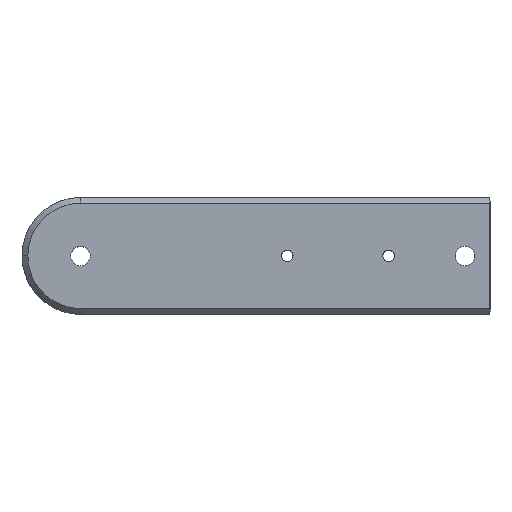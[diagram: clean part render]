
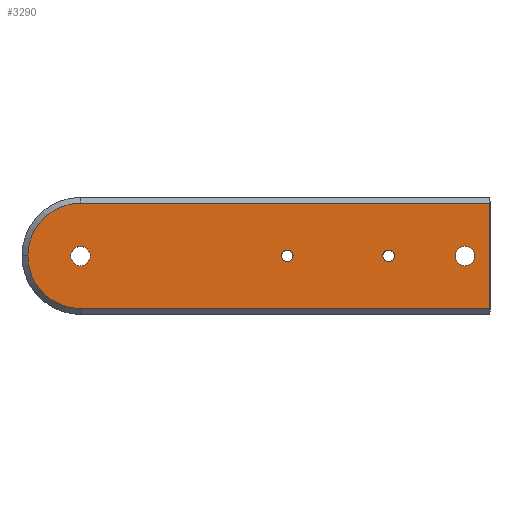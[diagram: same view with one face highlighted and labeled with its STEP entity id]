
A CAD part, top view. The second image highlights one B-rep face of the part: STEP entity #3290.
In plain terms, the highlighted planar face has unit normal (0, 0, 1).
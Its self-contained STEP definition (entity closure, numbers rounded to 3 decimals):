
#24 = FACE_BOUND ( 'NONE', #3018, .T. ) ;
#26 = EDGE_LOOP ( 'NONE', ( #1619, #1962 ) ) ;
#91 = CIRCLE ( 'NONE', #3197, 13.5 ) ;
#111 = LINE ( 'NONE', #737, #1765 ) ;
#115 = DIRECTION ( 'NONE',  ( 0., 0., 1. ) ) ;
#121 = EDGE_CURVE ( 'NONE', #496, #1803, #2538, .T. ) ;
#141 = VERTEX_POINT ( 'NONE', #1180 ) ;
#214 = AXIS2_PLACEMENT_3D ( 'NONE', #566, #3271, #1094 ) ;
#220 = AXIS2_PLACEMENT_3D ( 'NONE', #3095, #115, #953 ) ;
#238 = CARTESIAN_POINT ( 'NONE',  ( 80.5, 0., 41. ) ) ;
#257 = AXIS2_PLACEMENT_3D ( 'NONE', #2874, #1242, #733 ) ;
#285 = DIRECTION ( 'NONE',  ( 0., 0., 1. ) ) ;
#287 = FACE_BOUND ( 'NONE', #26, .T. ) ;
#310 = AXIS2_PLACEMENT_3D ( 'NONE', #2802, #2002, #2515 ) ;
#340 = ORIENTED_EDGE ( 'NONE', *, *, #2913, .T. ) ;
#407 = EDGE_CURVE ( 'NONE', #3414, #717, #3191, .T. ) ;
#459 = DIRECTION ( 'NONE',  ( 0., 0., 1. ) ) ;
#470 = CARTESIAN_POINT ( 'NONE',  ( 2.5, 0., 41. ) ) ;
#496 = VERTEX_POINT ( 'NONE', #2005 ) ;
#503 = AXIS2_PLACEMENT_3D ( 'NONE', #673, #3041, #1746 ) ;
#552 = CARTESIAN_POINT ( 'NONE',  ( 0., 13.5, 41. ) ) ;
#566 = CARTESIAN_POINT ( 'NONE',  ( 79., 0., 41. ) ) ;
#605 = VECTOR ( 'NONE', #1080, 1000. ) ;
#673 = CARTESIAN_POINT ( 'NONE',  ( 98.6, 0., 41. ) ) ;
#717 = VERTEX_POINT ( 'NONE', #3152 ) ;
#733 = DIRECTION ( 'NONE',  ( 1., 0., 0. ) ) ;
#737 = CARTESIAN_POINT ( 'NONE',  ( 0., 13.5, 41. ) ) ;
#746 = ORIENTED_EDGE ( 'NONE', *, *, #3316, .F. ) ;
#795 = CARTESIAN_POINT ( 'NONE',  ( -13.5, 0., 41. ) ) ;
#812 = CARTESIAN_POINT ( 'NONE',  ( 0., 0., 41. ) ) ;
#832 = DIRECTION ( 'NONE',  ( 0., 0., 1. ) ) ;
#843 = DIRECTION ( 'NONE',  ( 1., 0., 0. ) ) ;
#848 = EDGE_LOOP ( 'NONE', ( #877, #2981, #340, #1751, #2464 ) ) ;
#875 = VERTEX_POINT ( 'NONE', #795 ) ;
#877 = ORIENTED_EDGE ( 'NONE', *, *, #2211, .T. ) ;
#910 = DIRECTION ( 'NONE',  ( 0., 1., 0. ) ) ;
#943 = VERTEX_POINT ( 'NONE', #3428 ) ;
#953 = DIRECTION ( 'NONE',  ( 1., 0., 0. ) ) ;
#1005 = CARTESIAN_POINT ( 'NONE',  ( 0., 0., 41. ) ) ;
#1080 = DIRECTION ( 'NONE',  ( 1., 0., 0. ) ) ;
#1094 = DIRECTION ( 'NONE',  ( 1., 0., 0. ) ) ;
#1153 = EDGE_CURVE ( 'NONE', #1803, #3319, #111, .T. ) ;
#1180 = CARTESIAN_POINT ( 'NONE',  ( 101.1, 0., 41. ) ) ;
#1230 = CARTESIAN_POINT ( 'NONE',  ( 51.5, 0., 41. ) ) ;
#1242 = DIRECTION ( 'NONE',  ( 0., 0., 1. ) ) ;
#1397 = ORIENTED_EDGE ( 'NONE', *, *, #1687, .F. ) ;
#1433 = AXIS2_PLACEMENT_3D ( 'NONE', #2188, #3265, #843 ) ;
#1584 = EDGE_CURVE ( 'NONE', #3209, #1587, #1769, .T. ) ;
#1587 = VERTEX_POINT ( 'NONE', #3116 ) ;
#1613 = EDGE_LOOP ( 'NONE', ( #2284, #1397 ) ) ;
#1619 = ORIENTED_EDGE ( 'NONE', *, *, #2578, .F. ) ;
#1654 = DIRECTION ( 'NONE',  ( 1., 0., 0. ) ) ;
#1665 = CIRCLE ( 'NONE', #3307, 2.5 ) ;
#1670 = EDGE_LOOP ( 'NONE', ( #3058, #746 ) ) ;
#1687 = EDGE_CURVE ( 'NONE', #3224, #141, #2394, .T. ) ;
#1726 = CIRCLE ( 'NONE', #220, 2.5 ) ;
#1746 = DIRECTION ( 'NONE',  ( 1., 0., 0. ) ) ;
#1751 = ORIENTED_EDGE ( 'NONE', *, *, #121, .T. ) ;
#1765 = VECTOR ( 'NONE', #2553, 1000. ) ;
#1769 = CIRCLE ( 'NONE', #257, 1.5 ) ;
#1803 = VERTEX_POINT ( 'NONE', #2608 ) ;
#1812 = CARTESIAN_POINT ( 'NONE',  ( -2.5, 0., 41. ) ) ;
#1838 = CARTESIAN_POINT ( 'NONE',  ( 96.1, 0., 41. ) ) ;
#1859 = CARTESIAN_POINT ( 'NONE',  ( 53., 0., 41. ) ) ;
#1909 = LINE ( 'NONE', #2157, #605 ) ;
#1949 = CIRCLE ( 'NONE', #214, 1.5 ) ;
#1956 = CARTESIAN_POINT ( 'NONE',  ( 0., 0., 41. ) ) ;
#1962 = ORIENTED_EDGE ( 'NONE', *, *, #2991, .F. ) ;
#2002 = DIRECTION ( 'NONE',  ( 0., 0., 1. ) ) ;
#2005 = CARTESIAN_POINT ( 'NONE',  ( 105., -13.5, 41. ) ) ;
#2012 = CIRCLE ( 'NONE', #503, 2.5 ) ;
#2081 = DIRECTION ( 'NONE',  ( 0., 0., 1. ) ) ;
#2083 = EDGE_CURVE ( 'NONE', #875, #943, #2397, .T. ) ;
#2141 = PLANE ( 'NONE',  #2569 ) ;
#2157 = CARTESIAN_POINT ( 'NONE',  ( 105., -13.5, 41. ) ) ;
#2188 = CARTESIAN_POINT ( 'NONE',  ( 53., 0., 41. ) ) ;
#2211 = EDGE_CURVE ( 'NONE', #3319, #875, #91, .T. ) ;
#2258 = DIRECTION ( 'NONE',  ( 1., 0., 0. ) ) ;
#2284 = ORIENTED_EDGE ( 'NONE', *, *, #3012, .F. ) ;
#2394 = CIRCLE ( 'NONE', #310, 2.5 ) ;
#2397 = CIRCLE ( 'NONE', #2849, 13.5 ) ;
#2433 = FACE_BOUND ( 'NONE', #1670, .T. ) ;
#2449 = DIRECTION ( 'NONE',  ( 1., 0., 0. ) ) ;
#2464 = ORIENTED_EDGE ( 'NONE', *, *, #1153, .T. ) ;
#2488 = CARTESIAN_POINT ( 'NONE',  ( 105., 15., 41. ) ) ;
#2515 = DIRECTION ( 'NONE',  ( 1., 0., 0. ) ) ;
#2538 = LINE ( 'NONE', #2488, #2957 ) ;
#2553 = DIRECTION ( 'NONE',  ( -1., 0., 0. ) ) ;
#2569 = AXIS2_PLACEMENT_3D ( 'NONE', #812, #832, #1654 ) ;
#2578 = EDGE_CURVE ( 'NONE', #3250, #2591, #1665, .T. ) ;
#2591 = VERTEX_POINT ( 'NONE', #1812 ) ;
#2608 = CARTESIAN_POINT ( 'NONE',  ( 105., 13.5, 41. ) ) ;
#2681 = CARTESIAN_POINT ( 'NONE',  ( 0., 0., 41. ) ) ;
#2701 = FACE_OUTER_BOUND ( 'NONE', #848, .T. ) ;
#2741 = CIRCLE ( 'NONE', #2921, 1.5 ) ;
#2756 = EDGE_CURVE ( 'NONE', #717, #3414, #2741, .T. ) ;
#2802 = CARTESIAN_POINT ( 'NONE',  ( 98.6, 0., 41. ) ) ;
#2849 = AXIS2_PLACEMENT_3D ( 'NONE', #2681, #285, #2449 ) ;
#2874 = CARTESIAN_POINT ( 'NONE',  ( 79., 0., 41. ) ) ;
#2913 = EDGE_CURVE ( 'NONE', #943, #496, #1909, .T. ) ;
#2921 = AXIS2_PLACEMENT_3D ( 'NONE', #1859, #459, #2940 ) ;
#2940 = DIRECTION ( 'NONE',  ( 1., 0., 0. ) ) ;
#2957 = VECTOR ( 'NONE', #910, 1000. ) ;
#2971 = FACE_BOUND ( 'NONE', #1613, .T. ) ;
#2981 = ORIENTED_EDGE ( 'NONE', *, *, #2083, .T. ) ;
#2991 = EDGE_CURVE ( 'NONE', #2591, #3250, #1726, .T. ) ;
#3003 = ORIENTED_EDGE ( 'NONE', *, *, #2756, .F. ) ;
#3012 = EDGE_CURVE ( 'NONE', #141, #3224, #2012, .T. ) ;
#3018 = EDGE_LOOP ( 'NONE', ( #3003, #3462 ) ) ;
#3041 = DIRECTION ( 'NONE',  ( 0., 0., 1. ) ) ;
#3058 = ORIENTED_EDGE ( 'NONE', *, *, #1584, .F. ) ;
#3095 = CARTESIAN_POINT ( 'NONE',  ( 0., 0., 41. ) ) ;
#3116 = CARTESIAN_POINT ( 'NONE',  ( 77.5, 0., 41. ) ) ;
#3152 = CARTESIAN_POINT ( 'NONE',  ( 54.5, 0., 41. ) ) ;
#3162 = DIRECTION ( 'NONE',  ( 1., 0., 0. ) ) ;
#3191 = CIRCLE ( 'NONE', #1433, 1.5 ) ;
#3197 = AXIS2_PLACEMENT_3D ( 'NONE', #1956, #3372, #2258 ) ;
#3209 = VERTEX_POINT ( 'NONE', #238 ) ;
#3224 = VERTEX_POINT ( 'NONE', #1838 ) ;
#3250 = VERTEX_POINT ( 'NONE', #470 ) ;
#3265 = DIRECTION ( 'NONE',  ( 0., 0., 1. ) ) ;
#3271 = DIRECTION ( 'NONE',  ( 0., 0., 1. ) ) ;
#3290 = ADVANCED_FACE ( 'NONE', ( #287, #2971, #2433, #24, #2701 ), #2141, .T. ) ;
#3307 = AXIS2_PLACEMENT_3D ( 'NONE', #1005, #2081, #3162 ) ;
#3316 = EDGE_CURVE ( 'NONE', #1587, #3209, #1949, .T. ) ;
#3319 = VERTEX_POINT ( 'NONE', #552 ) ;
#3372 = DIRECTION ( 'NONE',  ( 0., 0., 1. ) ) ;
#3414 = VERTEX_POINT ( 'NONE', #1230 ) ;
#3428 = CARTESIAN_POINT ( 'NONE',  ( 0., -13.5, 41. ) ) ;
#3462 = ORIENTED_EDGE ( 'NONE', *, *, #407, .F. ) ;
